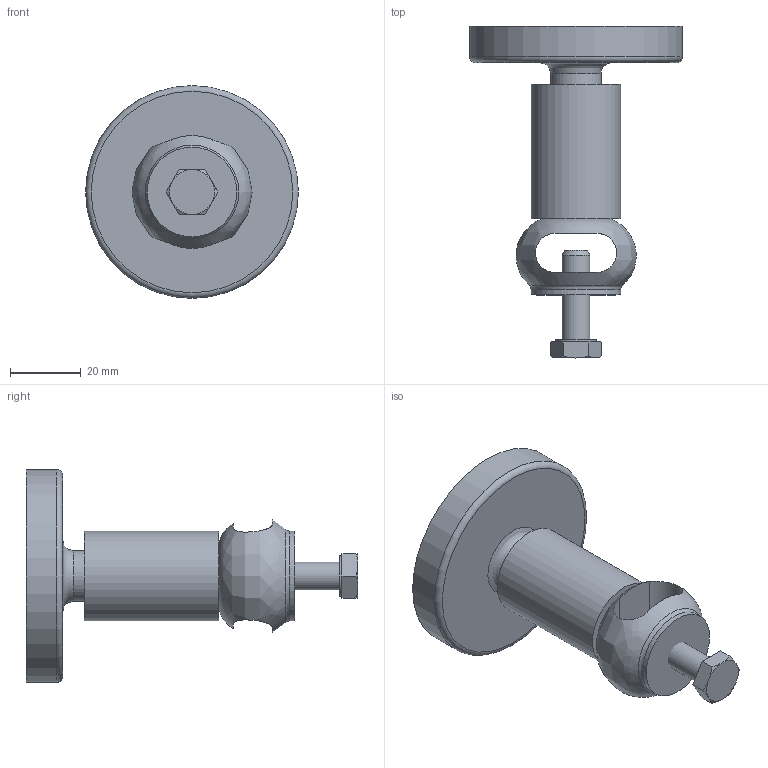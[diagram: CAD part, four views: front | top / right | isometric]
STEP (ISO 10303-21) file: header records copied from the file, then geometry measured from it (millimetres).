
FILE_DESCRIPTION((''),'2;1');
FILE_NAME('78270 ETA-8 TAG LINE SLIDER.stp','2009-11-18T11:14:29',('jholman'),(''),'Autodesk Inventor 2009','Autodesk Inventor 2009','');
FILE_SCHEMA(('AUTOMOTIVE_DESIGN { 1 0 10303 214 1 1 1 1 }'));
Length unit declared in the file: inch
Products named in the file (4): 78270 ETA-8 TAG LINE SLIDER; 3D1158B4C; Hex Cap Screw - UNC (Regular Thread - Inch) 5_16-18 UNC - 1; 3D11BVD4A
Assembly tree (3 placements, depth 2):
  78270 ETA-8 TAG LINE SLIDER
    3D1158B4C
    Hex Cap Screw - UNC (Regular Thread - Inch) 5_16-18 UNC - 1
    3D11BVD4A
Bounding box: 60.33 x 94.06 x 60.33 mm (x, y, z)
Volume: 39130 mm3; surface area: 21538.3 mm2
Topology: 3 solids, 3 shells, 42 faces, 90 edges, 58 vertices
Faces by surface type: plane 18, cylinder 11, cone 7, bspline 5, torus 1
Full cylindrical faces by diameter (mm): 6.35 x1, 7.938 x1, 11.43 x1, 14.288 x1, 19.05 x1, 25.4 x2, 53.975 x1, 60.325 x1
Entity records: 1480 total; most frequent: CARTESIAN_POINT 547, DIRECTION 174, ORIENTED_EDGE 142, AXIS2_PLACEMENT_3D 79, EDGE_CURVE 71, EDGE_LOOP 68, VERTEX_POINT 55, FACE_OUTER_BOUND 42
